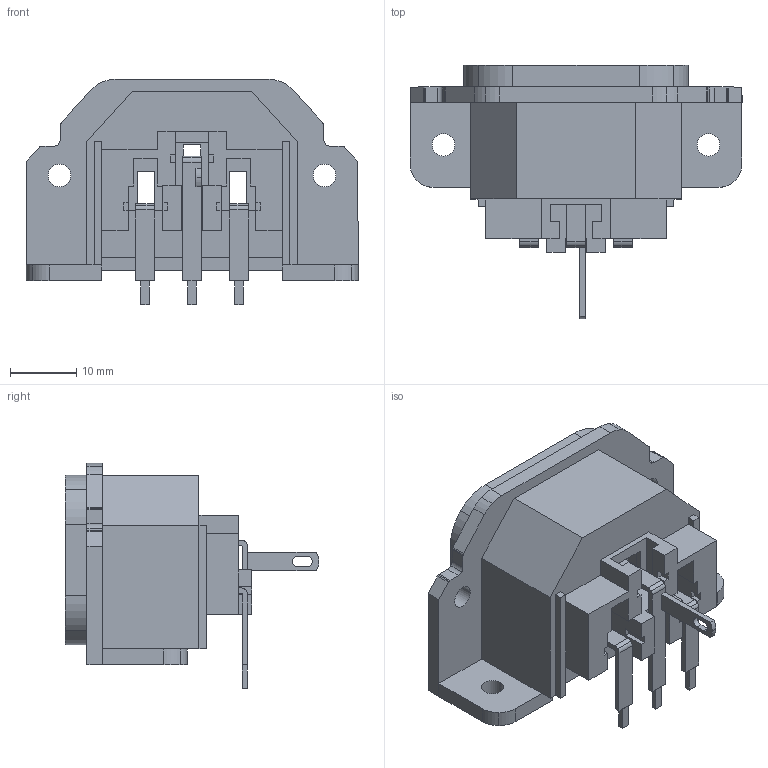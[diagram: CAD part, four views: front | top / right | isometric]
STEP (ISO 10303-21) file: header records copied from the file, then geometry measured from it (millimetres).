
FILE_DESCRIPTION((''),'2;1');
FILE_NAME('BULGIN_PX0675-PC-COL.stp','2009-03-11T17:33:51',(''),(''),'Mechanical Desktop 2006','Mechanical Desktop 2006',', , ');
FILE_SCHEMA(('AUTOMOTIVE_DESIGN { 1 2 10303 214 0 1 1 1 }'));
Length unit declared in the file: millimetre
Products named in the file (1): Product
Bounding box: 50.1 x 38.3 x 34 mm (x, y, z)
Volume: 16293.3 mm3; surface area: 14691.6 mm2
Topology: 13 solids, 13 shells, 331 faces, 909 edges, 606 vertices
Faces by surface type: plane 229, cylinder 102
Entity records: 10587 total; most frequent: CARTESIAN_POINT 1847, ORIENTED_EDGE 1818, DIRECTION 1777, EDGE_CURVE 909, VECTOR 705, LINE 705, VERTEX_POINT 606, AXIS2_PLACEMENT_3D 536
